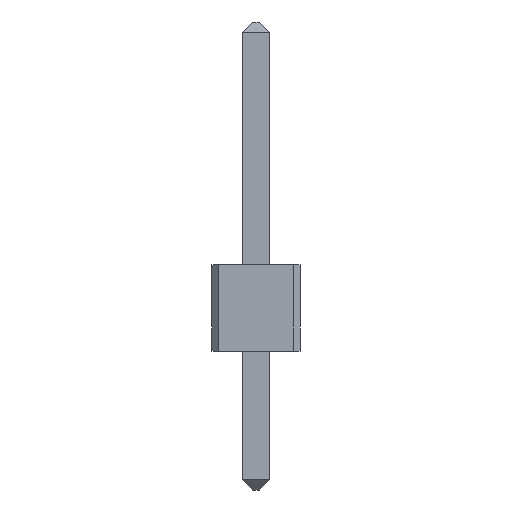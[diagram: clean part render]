
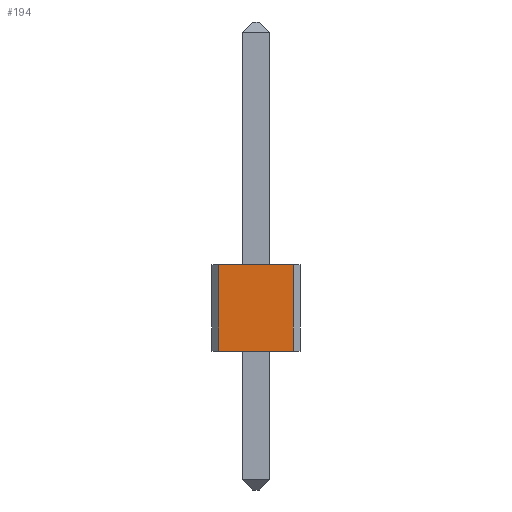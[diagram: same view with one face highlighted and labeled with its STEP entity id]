
A CAD part, front view. The second image highlights one B-rep face of the part: STEP entity #194.
In plain terms, the highlighted planar face has unit normal (0, -1, 0).
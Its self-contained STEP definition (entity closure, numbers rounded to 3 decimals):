
#194=ADVANCED_FACE('',(#331),#332,.F.);
#331=FACE_OUTER_BOUND('',#431,.T.);
#332=PLANE('',#432);
#431=EDGE_LOOP('',(#663,#664,#665,#666));
#432=AXIS2_PLACEMENT_3D('',#667,#668,#669);
#663=ORIENTED_EDGE('',*,*,#765,.F.);
#664=ORIENTED_EDGE('',*,*,#693,.T.);
#665=ORIENTED_EDGE('',*,*,#761,.T.);
#666=ORIENTED_EDGE('',*,*,#686,.T.);
#667=CARTESIAN_POINT('',(22.46,-1.27,15.139));
#668=DIRECTION('',(0.0,1.0,0.0));
#669=DIRECTION('',(0.0,0.0,1.0));
#686=EDGE_CURVE('',#784,#781,#785,.T.);
#693=EDGE_CURVE('',#791,#795,#797,.T.);
#761=EDGE_CURVE('',#795,#784,#893,.T.);
#765=EDGE_CURVE('',#791,#781,#897,.T.);
#781=VERTEX_POINT('',#917);
#784=VERTEX_POINT('',#921);
#785=LINE('',#922,#923);
#791=VERTEX_POINT('',#931);
#795=VERTEX_POINT('',#937);
#797=LINE('',#940,#941);
#893=LINE('',#1084,#1085);
#897=LINE('',#1091,#1092);
#917=CARTESIAN_POINT('',(24.8,-1.27,15.139));
#921=CARTESIAN_POINT('',(24.8,-1.27,12.639));
#922=CARTESIAN_POINT('',(24.8,-1.27,15.139));
#923=VECTOR('',#1104,1.0);
#931=CARTESIAN_POINT('',(22.66,-1.27,15.139));
#937=CARTESIAN_POINT('',(22.66,-1.27,12.639));
#940=CARTESIAN_POINT('',(22.66,-1.27,15.139));
#941=VECTOR('',#1110,1.0);
#1084=CARTESIAN_POINT('',(22.46,-1.27,12.639));
#1085=VECTOR('',#1158,1.0);
#1091=CARTESIAN_POINT('',(22.46,-1.27,15.139));
#1092=VECTOR('',#1161,1.0);
#1104=DIRECTION('',(0.0,0.0,1.0));
#1110=DIRECTION('',(0.0,0.0,-1.0));
#1158=DIRECTION('',(1.0,0.0,0.0));
#1161=DIRECTION('',(1.0,0.0,0.0));
